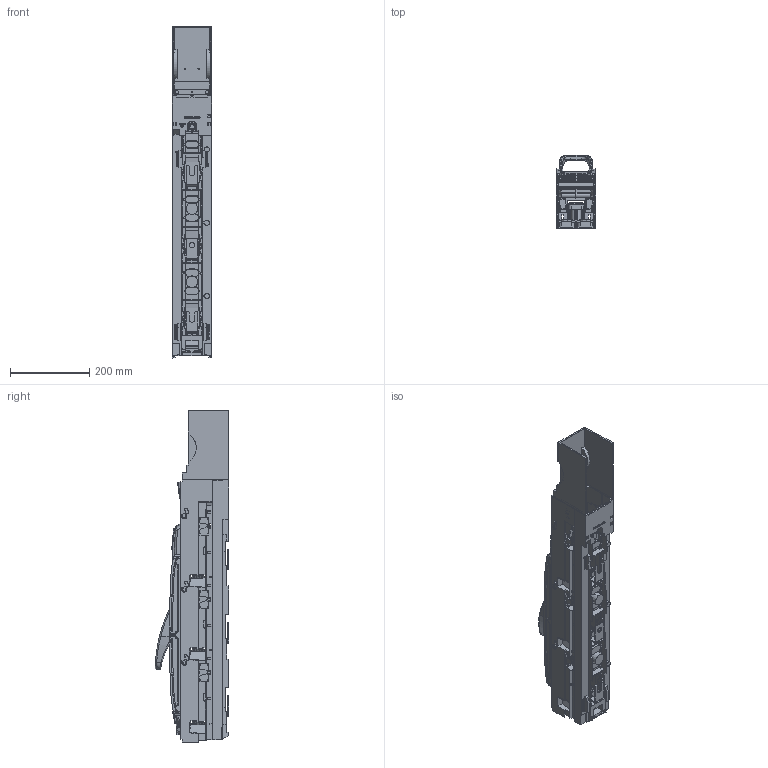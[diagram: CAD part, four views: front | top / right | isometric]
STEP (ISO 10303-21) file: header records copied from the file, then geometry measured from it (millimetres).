
FILE_DESCRIPTION(/* description */ (''),/* implementation_level */ '2;1');
FILE_NAME(/* name */ 'model1.stp',/* time_stamp */ '2014-03-12T16:38:01+01:00',/* author */ (''),/* organization */ (''),/* preprocessor_version */ 'ST-DEVELOPER v14',/* originating_system */ 'SIEMENS PLM Software NX 8.0',/* authorisation */ '');
FILE_SCHEMA (('AUTOMOTIVE_DESIGN { 1 0 10303 214 3 1 1 1 }'));
Bounding box: 99.04 x 185.85 x 838.86 mm (x, y, z)
Surface area: 711687.9 mm2 (no closed solid volume)
Topology: 0 solids, 88 shells, 2058 faces, 11571 edges, 9294 vertices
Faces by surface type: plane 1180, bspline 353, cylinder 352, torus 82, cone 72, extrusion 17, sphere 2
Full cylindrical faces by diameter (mm): 12.2 x3, 14 x1
Entity records: 138595 total; most frequent: CRTPNT 55416, ORNEDG 16187, DRCTN 14384, EDGCRV 11550, VRTPNT 9287, VECTOR 6428, LINE 6411, A2PL3D 3978
